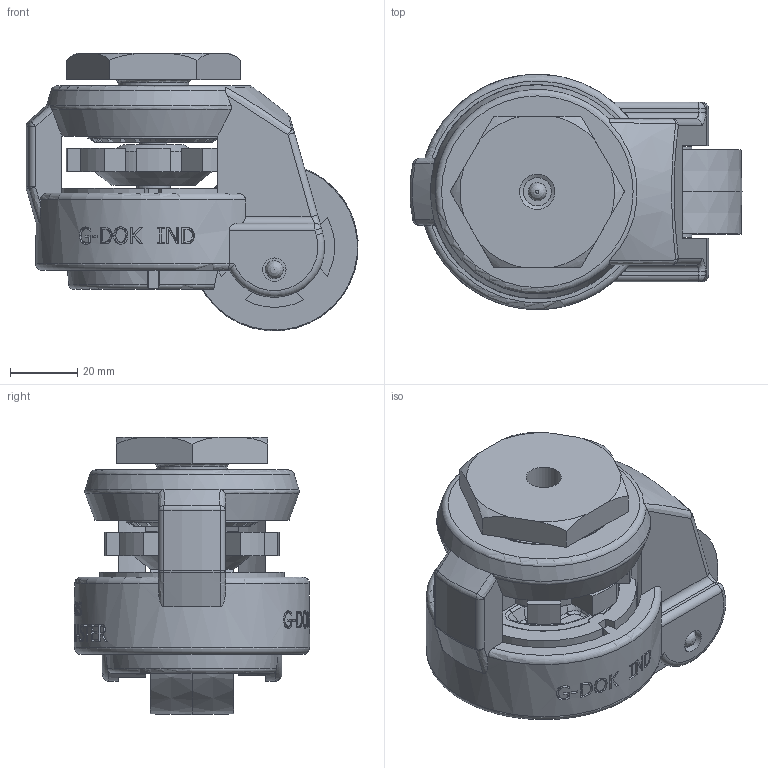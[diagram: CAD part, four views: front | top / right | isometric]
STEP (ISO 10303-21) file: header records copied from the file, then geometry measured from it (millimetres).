
FILE_DESCRIPTION((''),'2;1');
FILE_NAME('GD-60S.stp','2010-12-27T17:13:26',('Administrator'),(''),'Autodesk Inventor 2009','Autodesk Inventor 2009','');
FILE_SCHEMA(('AUTOMOTIVE_DESIGN { 1 0 10303 214 1 1 1 1 }'));
Length unit declared in the file: millimetre
Products named in the file (1): GD-60S
Bounding box: 98.82 x 70 x 82.51 mm (x, y, z)
Volume: 213447.5 mm3; surface area: 64397.1 mm2
Topology: 3 solids, 3 shells, 906 faces, 2438 edges, 1590 vertices
Faces by surface type: plane 411, bspline 232, cylinder 170, cone 59, torus 22, sphere 12
Full cylindrical faces by diameter (mm): 1 x1, 3 x3, 4.1 x1, 7 x2, 8 x1, 8.4 x2, 10 x3, 10.5 x1, 20 x3, 21 x1, 25 x1, 25.5 x1, 27 x1, 39 x1, 39.4 x1
Entity records: 59527 total; most frequent: CARTESIAN_POINT 38391, ORIENTED_EDGE 4722, DIRECTION 3835, EDGE_CURVE 2361, VERTEX_POINT 1566, AXIS2_PLACEMENT_3D 1404, VECTOR 1027, LINE 1027
